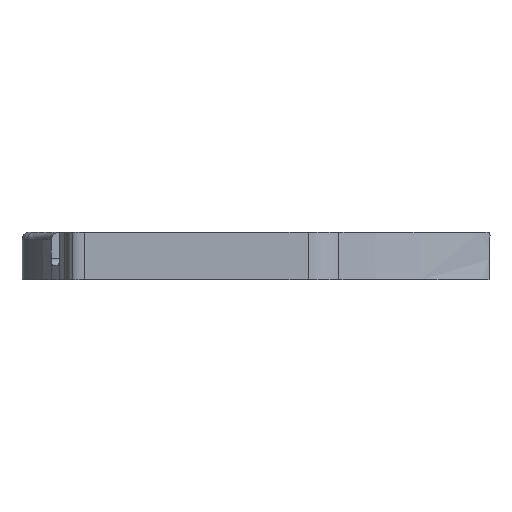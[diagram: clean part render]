
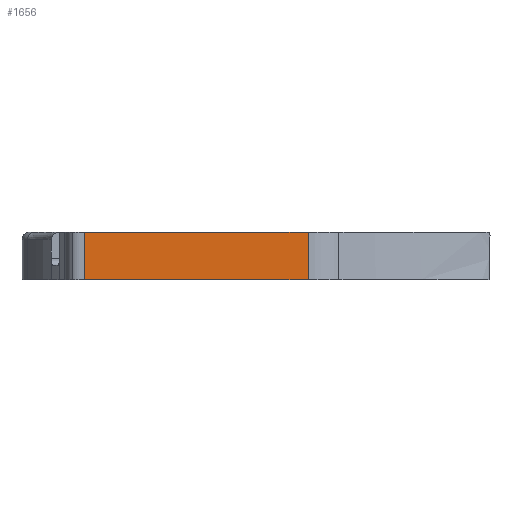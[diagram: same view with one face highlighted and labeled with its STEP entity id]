
A CAD part, left-side view. The second image highlights one B-rep face of the part: STEP entity #1656.
In plain terms, the highlighted planar face has unit normal (-1, -0.004, 0).
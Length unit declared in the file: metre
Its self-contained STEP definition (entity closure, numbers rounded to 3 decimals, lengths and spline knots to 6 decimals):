
#117=LINE('',#2787,#233);
#118=LINE('',#2796,#234);
#119=LINE('',#2798,#235);
#120=LINE('',#2800,#236);
#233=VECTOR('',#1880,1.);
#234=VECTOR('',#1883,1.);
#235=VECTOR('',#1884,1.);
#236=VECTOR('',#1885,1.);
#445=ORIENTED_EDGE('',*,*,#939,.F.);
#446=ORIENTED_EDGE('',*,*,#940,.F.);
#447=ORIENTED_EDGE('',*,*,#941,.T.);
#448=ORIENTED_EDGE('',*,*,#937,.T.);
#937=EDGE_CURVE('',#1174,#1173,#117,.T.);
#939=EDGE_CURVE('',#1175,#1173,#118,.T.);
#940=EDGE_CURVE('',#1176,#1175,#119,.T.);
#941=EDGE_CURVE('',#1176,#1174,#120,.T.);
#1173=VERTEX_POINT('',#2786);
#1174=VERTEX_POINT('',#2788);
#1175=VERTEX_POINT('',#2797);
#1176=VERTEX_POINT('',#2799);
#1410=EDGE_LOOP('',(#445,#446,#447,#448));
#1510=FACE_BOUND('',#1410,.T.);
#1596=PLANE('',#1757);
#1656=ADVANCED_FACE('',(#1510),#1596,.T.);
#1757=AXIS2_PLACEMENT_3D('',#2795,#1881,#1882);
#1880=DIRECTION('',(0.,0.,-1.));
#1881=DIRECTION('',(-1.,-0.004,0.));
#1882=DIRECTION('',(0.004,-1.,0.));
#1883=DIRECTION('',(-0.004,1.,0.));
#1884=DIRECTION('',(0.,0.,-1.));
#1885=DIRECTION('',(-0.004,1.,0.));
#2786=CARTESIAN_POINT('',(0.005972,0.035995,0.));
#2787=CARTESIAN_POINT('',(0.005972,0.035995,0.003));
#2788=CARTESIAN_POINT('',(0.005972,0.035995,0.01));
#2795=CARTESIAN_POINT('',(0.006073,0.012501,0.003));
#2796=CARTESIAN_POINT('',(0.006073,0.012501,0.));
#2797=CARTESIAN_POINT('',(0.006175,-0.010994,0.));
#2798=CARTESIAN_POINT('',(0.006175,-0.010994,0.003));
#2799=CARTESIAN_POINT('',(0.006175,-0.010994,0.01));
#2800=CARTESIAN_POINT('',(0.006073,0.012501,0.01));
